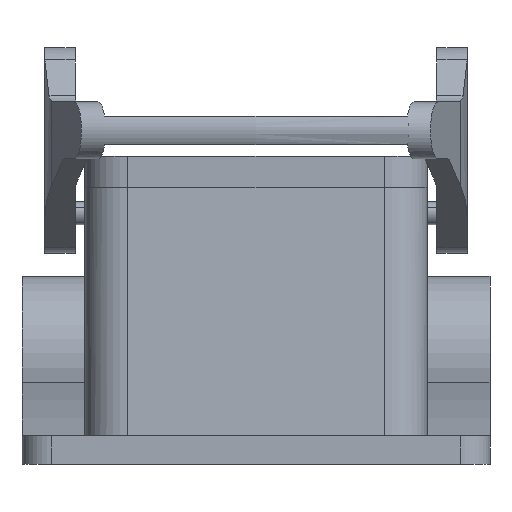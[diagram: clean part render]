
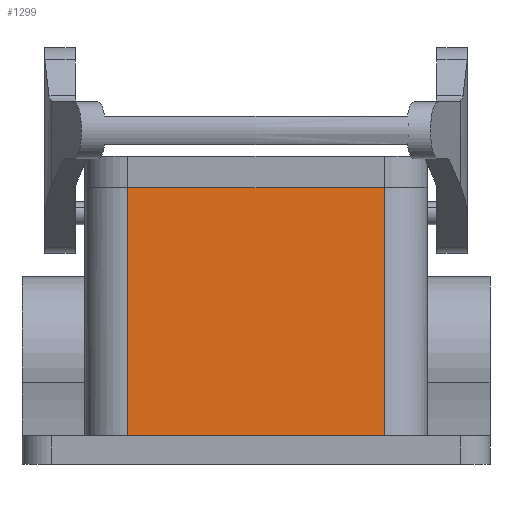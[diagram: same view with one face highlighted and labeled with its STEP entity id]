
A CAD part, left-side view. The second image highlights one B-rep face of the part: STEP entity #1299.
In plain terms, the highlighted planar face has unit normal (-0.999, 0, 0.044).
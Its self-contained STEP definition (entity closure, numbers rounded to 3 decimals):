
#1272=AXIS2_PLACEMENT_3D('Plane Axis2P3D',#1269,#1270,#1271) ;
#783=CARTESIAN_POINT('Line Origine',(20.,41.,48.5)) ;
#787=CARTESIAN_POINT('Vertex',(20.,63.5,48.5)) ;
#789=CARTESIAN_POINT('Vertex',(20.,18.5,48.5)) ;
#1269=CARTESIAN_POINT('Axis2P3D Location',(20.,41.,48.5)) ;
#1274=CARTESIAN_POINT('Line Origine',(18.985,18.5,25.25)) ;
#1278=CARTESIAN_POINT('Vertex',(18.101,18.5,5.)) ;
#1281=CARTESIAN_POINT('Line Origine',(18.985,63.5,25.25)) ;
#1285=CARTESIAN_POINT('Vertex',(18.101,63.5,5.)) ;
#1288=CARTESIAN_POINT('Line Origine',(18.101,41.,5.)) ;
#784=DIRECTION('Vector Direction',(0.,1.,0.)) ;
#1270=DIRECTION('Axis2P3D Direction',(-0.999,0.,0.044)) ;
#1271=DIRECTION('Axis2P3D XDirection',(0.,1.,0.)) ;
#1275=DIRECTION('Vector Direction',(-0.044,0.,-0.999)) ;
#1282=DIRECTION('Vector Direction',(-0.044,0.,-0.999)) ;
#1289=DIRECTION('Vector Direction',(0.,1.,0.)) ;
#785=VECTOR('Line Direction',#784,1.) ;
#1276=VECTOR('Line Direction',#1275,1.) ;
#1283=VECTOR('Line Direction',#1282,1.) ;
#1290=VECTOR('Line Direction',#1289,1.) ;
#1294=ORIENTED_EDGE('',*,*,#1280,.F.) ;
#1295=ORIENTED_EDGE('',*,*,#791,.F.) ;
#1296=ORIENTED_EDGE('',*,*,#1287,.F.) ;
#1297=ORIENTED_EDGE('',*,*,#1292,.F.) ;
#1299=ADVANCED_FACE('Hauptk\X2\00F6\X0\rper',(#1298),#1273,.T.) ;
#791=EDGE_CURVE('',#788,#790,#786,.F.) ;
#1280=EDGE_CURVE('',#790,#1279,#1277,.T.) ;
#1287=EDGE_CURVE('',#1286,#788,#1284,.F.) ;
#1292=EDGE_CURVE('',#1279,#1286,#1291,.T.) ;
#1293=EDGE_LOOP('',(#1294,#1295,#1296,#1297)) ;
#1298=FACE_OUTER_BOUND('',#1293,.T.) ;
#786=LINE('Line',#783,#785) ;
#1277=LINE('Line',#1274,#1276) ;
#1284=LINE('Line',#1281,#1283) ;
#1291=LINE('Line',#1288,#1290) ;
#1273=PLANE('',#1272) ;
#788=VERTEX_POINT('',#787) ;
#790=VERTEX_POINT('',#789) ;
#1279=VERTEX_POINT('',#1278) ;
#1286=VERTEX_POINT('',#1285) ;
